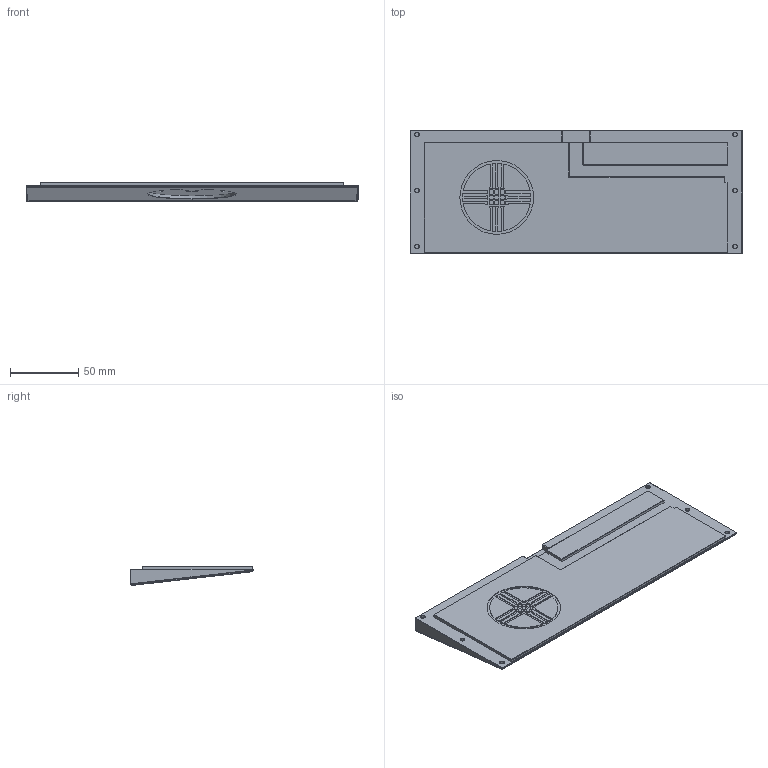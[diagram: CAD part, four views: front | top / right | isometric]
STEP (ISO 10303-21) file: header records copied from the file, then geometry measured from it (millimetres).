
FILE_DESCRIPTION(/* description */ (''),/* implementation_level */ '2;1');
FILE_NAME(/* name */ 'WEIGHT.step',/* time_stamp */ '2022-12-24T16:06:50-05:00',/* author */ (''),/* organization */ (''),/* preprocessor_version */ 'ST-DEVELOPER v19.2',/* originating_system */ 'Autodesk Translation Framework v11.17.0.187',/* authorisation */ '');
FILE_SCHEMA (('AUTOMOTIVE_DESIGN { 1 0 10303 214 3 1 1 }'));
Length unit declared in the file: millimetre
Products named in the file (1): WEIGHT
Bounding box: 243.16 x 90 x 13.88 mm (x, y, z)
Volume: 172807.3 mm3; surface area: 51122.4 mm2
Topology: 1 solids, 1 shells, 379 faces, 998 edges, 647 vertices
Faces by surface type: plane 272, cylinder 100, cone 7
Full cylindrical faces by diameter (mm): 3 x9, 10 x1, 54 x1, 65 x1
Entity records: 11620 total; most frequent: CARTESIAN_POINT 2025, ORIENTED_EDGE 1996, DIRECTION 1966, EDGE_CURVE 998, LINE 790, VECTOR 790, VERTEX_POINT 647, AXIS2_PLACEMENT_3D 588
